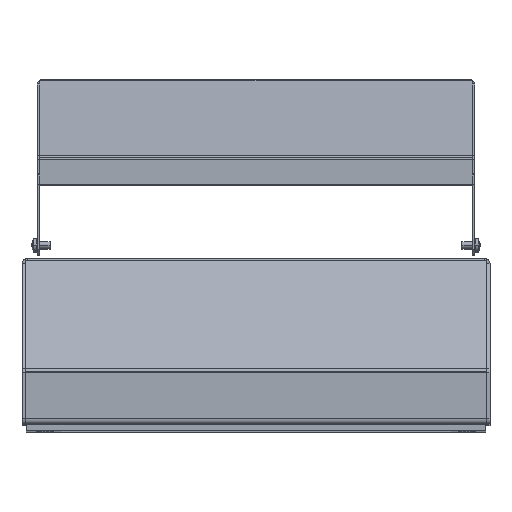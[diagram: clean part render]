
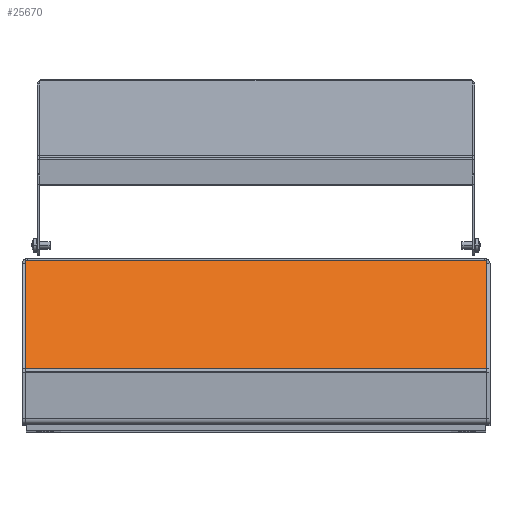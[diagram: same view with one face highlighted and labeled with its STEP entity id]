
A CAD part, top view. The second image highlights one B-rep face of the part: STEP entity #25670.
In plain terms, the highlighted face is planar.
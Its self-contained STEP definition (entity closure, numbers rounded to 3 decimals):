
#21657=DIRECTION('',(0.,0.,1.));
#21658=VECTOR('',#21657,214.);
#21659=CARTESIAN_POINT('',(155.241,-0.795,-107.));
#21660=LINE('',#21659,#21658);
#21691=DIRECTION('',(-0.682,0.731,0.));
#21692=VECTOR('',#21691,2.332);
#21693=CARTESIAN_POINT('',(156.832,-2.5,107.));
#21694=LINE('',#21693,#21692);
#21698=DIRECTION('',(-0.682,0.731,0.));
#21699=VECTOR('',#21698,2.332);
#21700=CARTESIAN_POINT('',(156.832,-2.5,-107.));
#21701=LINE('',#21700,#21699);
#22863=DIRECTION('',(0.682,-0.731,0.));
#22864=VECTOR('',#22863,66.704);
#22865=CARTESIAN_POINT('',(156.832,-2.5,107.));
#22866=LINE('',#22865,#22864);
#22937=DIRECTION('',(0.,0.,-1.));
#22938=VECTOR('',#22937,214.);
#22939=CARTESIAN_POINT('',(202.328,-51.28,107.));
#22940=LINE('',#22939,#22938);
#23018=DIRECTION('',(-0.682,0.731,0.));
#23019=VECTOR('',#23018,66.704);
#23020=CARTESIAN_POINT('',(202.328,-51.28,-107.));
#23021=LINE('',#23020,#23019);
#24695=CARTESIAN_POINT('',(155.241,-0.795,-107.));
#24696=CARTESIAN_POINT('',(155.241,-0.795,107.));
#24697=VERTEX_POINT('',#24695);
#24698=VERTEX_POINT('',#24696);
#24699=CARTESIAN_POINT('',(156.832,-2.5,-107.));
#24700=VERTEX_POINT('',#24699);
#24701=CARTESIAN_POINT('',(202.328,-51.28,-107.));
#24702=VERTEX_POINT('',#24701);
#24703=CARTESIAN_POINT('',(202.328,-51.28,107.));
#24704=VERTEX_POINT('',#24703);
#24705=CARTESIAN_POINT('',(156.832,-2.5,107.));
#24706=VERTEX_POINT('',#24705);
#25652=CARTESIAN_POINT('',(203.,-52.,-106.));
#25653=DIRECTION('',(0.731,0.682,0.));
#25654=DIRECTION('',(-0.682,0.731,0.));
#25655=AXIS2_PLACEMENT_3D('',#25652,#25653,#25654);
#25656=PLANE('',#25655);
#25658=ORIENTED_EDGE('',*,*,#25657,.F.);
#25660=ORIENTED_EDGE('',*,*,#25659,.F.);
#25662=ORIENTED_EDGE('',*,*,#25661,.F.);
#25664=ORIENTED_EDGE('',*,*,#25663,.F.);
#25666=ORIENTED_EDGE('',*,*,#25665,.T.);
#25667=ORIENTED_EDGE('',*,*,#25642,.F.);
#25668=EDGE_LOOP('',(#25658,#25660,#25662,#25664,#25666,#25667));
#25669=FACE_OUTER_BOUND('',#25668,.F.);
#25642=EDGE_CURVE('',#24697,#24698,#21660,.T.);
#25657=EDGE_CURVE('',#24700,#24697,#21701,.T.);
#25659=EDGE_CURVE('',#24702,#24700,#23021,.T.);
#25661=EDGE_CURVE('',#24704,#24702,#22940,.T.);
#25663=EDGE_CURVE('',#24706,#24704,#22866,.T.);
#25665=EDGE_CURVE('',#24706,#24698,#21694,.T.);
#25670=ADVANCED_FACE('',(#25669),#25656,.T.);
